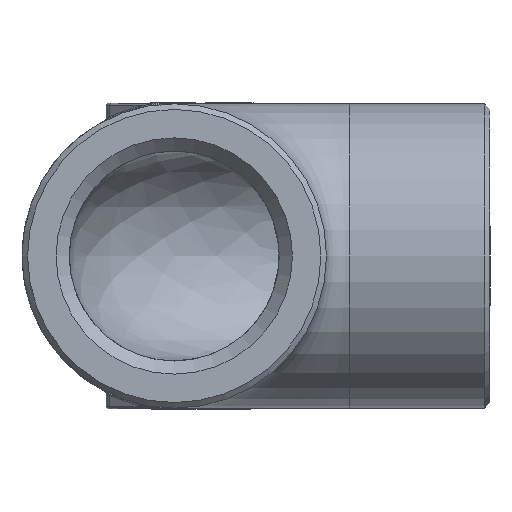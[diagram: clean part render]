
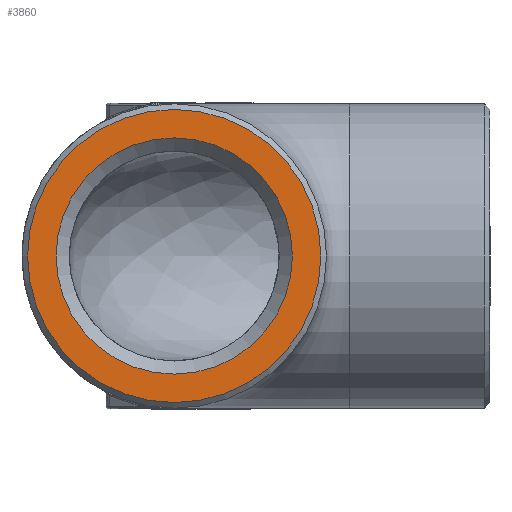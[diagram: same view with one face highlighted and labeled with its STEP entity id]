
A CAD part, front view. The second image highlights one B-rep face of the part: STEP entity #3860.
In plain terms, the highlighted planar face has unit normal (0, -1, 0).
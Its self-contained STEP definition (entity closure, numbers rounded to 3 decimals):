
#170 = CARTESIAN_POINT ( 'NONE',  ( 0., 0., 13. ) ) ;
#1362 = CARTESIAN_POINT ( 'NONE',  ( 0., 0., 0. ) ) ;
#1791 = AXIS2_PLACEMENT_3D ( 'NONE', #1362, #4626, #6565 ) ;
#3860 = ADVANCED_FACE ( 'NONE', ( #17978, #14750 ), #21334, .F. ) ;
#4136 = EDGE_CURVE ( 'NONE', #10801, #10801, #6295, .T. ) ;
#4626 = DIRECTION ( 'NONE',  ( 0., -1., 0. ) ) ;
#4967 = DIRECTION ( 'NONE',  ( 0., 1., 0. ) ) ;
#6295 = CIRCLE ( 'NONE', #1791, 13. ) ;
#6517 = AXIS2_PLACEMENT_3D ( 'NONE', #14881, #7037, #8653 ) ;
#6565 = DIRECTION ( 'NONE',  ( 0., 0., 1. ) ) ;
#6587 = CARTESIAN_POINT ( 'NONE',  ( 0., 0., 0. ) ) ;
#6834 = CIRCLE ( 'NONE', #6517, 10.477 ) ;
#7037 = DIRECTION ( 'NONE',  ( 0., -1., 0. ) ) ;
#8653 = DIRECTION ( 'NONE',  ( 0., 0., -1. ) ) ;
#10801 = VERTEX_POINT ( 'NONE', #170 ) ;
#11179 = ORIENTED_EDGE ( 'NONE', *, *, #4136, .T. ) ;
#14750 = FACE_BOUND ( 'NONE', #14794, .T. ) ;
#14794 = EDGE_LOOP ( 'NONE', ( #20057 ) ) ;
#14881 = CARTESIAN_POINT ( 'NONE',  ( 0., 0., 0. ) ) ;
#14937 = CARTESIAN_POINT ( 'NONE',  ( 0., 0., -10.477 ) ) ;
#15881 = EDGE_LOOP ( 'NONE', ( #11179 ) ) ;
#17282 = AXIS2_PLACEMENT_3D ( 'NONE', #6587, #4967, #18073 ) ;
#17978 = FACE_OUTER_BOUND ( 'NONE', #15881, .T. ) ;
#18073 = DIRECTION ( 'NONE',  ( 0., 0., 1. ) ) ;
#18279 = VERTEX_POINT ( 'NONE', #14937 ) ;
#20057 = ORIENTED_EDGE ( 'NONE', *, *, #20936, .F. ) ;
#20936 = EDGE_CURVE ( 'NONE', #18279, #18279, #6834, .T. ) ;
#21334 = PLANE ( 'NONE',  #17282 ) ;
